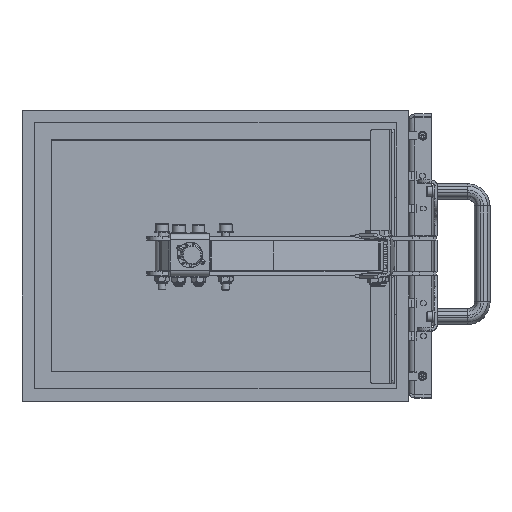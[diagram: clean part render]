
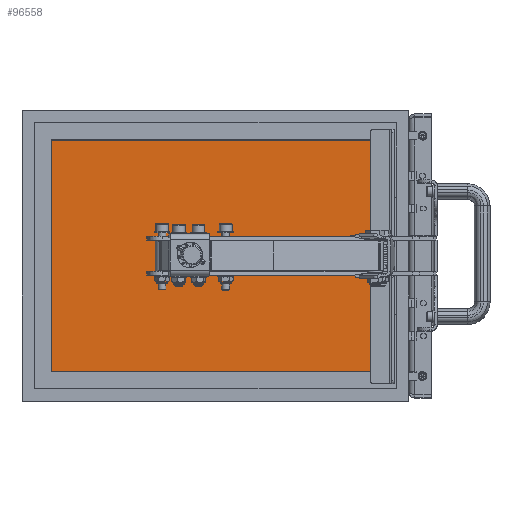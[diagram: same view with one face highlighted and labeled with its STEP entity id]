
A CAD part, top view. The second image highlights one B-rep face of the part: STEP entity #96558.
In plain terms, the highlighted planar face has unit normal (0, 0, 1).
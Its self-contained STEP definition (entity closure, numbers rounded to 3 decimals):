
#5203=PLANE('',#100662);
#13697=FACE_OUTER_BOUND('',#19159,.T.);
#19159=EDGE_LOOP('',(#84962,#84963,#84964,#84965));
#28774=LINE('',#175765,#37053);
#28777=LINE('',#175770,#37056);
#28778=LINE('',#175773,#37057);
#28779=LINE('',#175774,#37058);
#37053=VECTOR('',#116733,10.);
#37056=VECTOR('',#116738,10.);
#37057=VECTOR('',#116741,10.);
#37058=VECTOR('',#116742,10.);
#45816=VERTEX_POINT('',#175762);
#45817=VERTEX_POINT('',#175764);
#45818=VERTEX_POINT('',#175768);
#45819=VERTEX_POINT('',#175772);
#58985=EDGE_CURVE('',#45816,#45817,#28774,.T.);
#58988=EDGE_CURVE('',#45818,#45816,#28777,.T.);
#58989=EDGE_CURVE('',#45817,#45819,#28778,.T.);
#58990=EDGE_CURVE('',#45819,#45818,#28779,.T.);
#84962=ORIENTED_EDGE('',*,*,#58989,.F.);
#84963=ORIENTED_EDGE('',*,*,#58985,.F.);
#84964=ORIENTED_EDGE('',*,*,#58988,.F.);
#84965=ORIENTED_EDGE('',*,*,#58990,.F.);
#96558=ADVANCED_FACE('',(#13697),#5203,.T.);
#100662=AXIS2_PLACEMENT_3D('',#175771,#116739,#116740);
#116733=DIRECTION('',(0.,1.,0.));
#116738=DIRECTION('',(-1.,0.,0.));
#116739=DIRECTION('center_axis',(0.,0.,1.));
#116740=DIRECTION('ref_axis',(1.,0.,0.));
#116741=DIRECTION('',(1.,0.,0.));
#116742=DIRECTION('',(0.,-1.,0.));
#175762=CARTESIAN_POINT('',(-167.5,-118.5,30.));
#175764=CARTESIAN_POINT('',(-167.5,118.5,30.));
#175765=CARTESIAN_POINT('',(-167.5,-74.25,30.));
#175768=CARTESIAN_POINT('',(167.5,-118.5,30.));
#175770=CARTESIAN_POINT('',(98.75,-118.5,30.));
#175771=CARTESIAN_POINT('Origin',(0.,0.,30.));
#175772=CARTESIAN_POINT('',(167.5,118.5,30.));
#175773=CARTESIAN_POINT('',(-98.75,118.5,30.));
#175774=CARTESIAN_POINT('',(167.5,74.25,30.));
